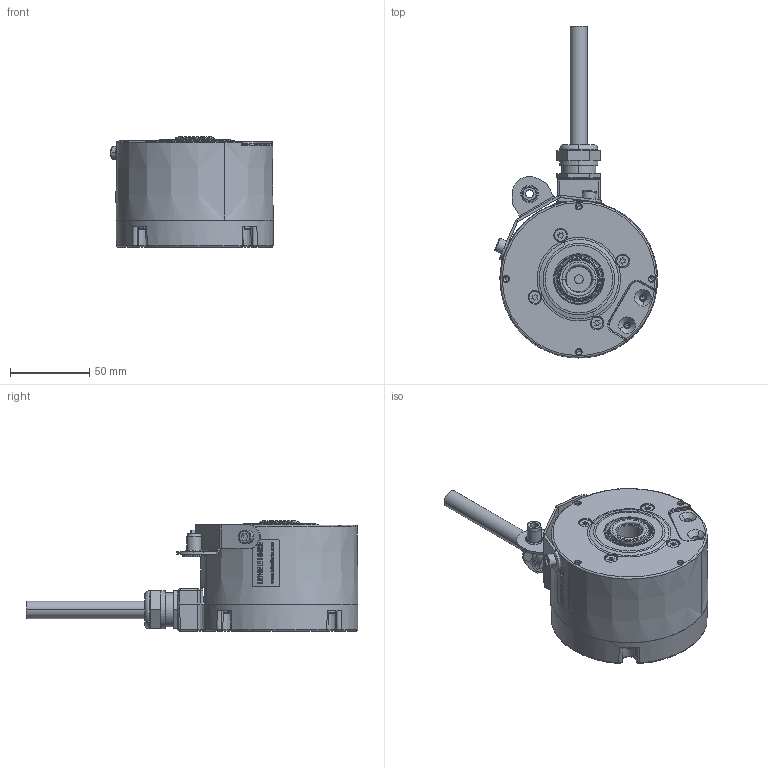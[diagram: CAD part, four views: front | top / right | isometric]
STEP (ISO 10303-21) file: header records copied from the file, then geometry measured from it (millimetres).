
FILE_DESCRIPTION((''),'2;1');
FILE_NAME('738980','2010-11-30T',('se2802'),(''),'PRO/ENGINEER BY PARAMETRIC TECHNOLOGY CORPORATION, 2010180','PRO/ENGINEER BY PARAMETRIC TECHNOLOGY CORPORATION, 2010180','');
FILE_SCHEMA(('CONFIG_CONTROL_DESIGN'));
Length unit declared in the file: millimetre
Products named in the file (1): 738980
Bounding box: 103.03 x 209.75 x 69.8 mm (x, y, z)
Volume: 303644.9 mm3; surface area: 129499.4 mm2
Topology: 20 solids, 33 shells, 2002 faces, 5028 edges, 3108 vertices
Faces by surface type: plane 624, cylinder 428, extrusion 324, cone 249, torus 171, bspline 112, sphere 94
Entity records: 94013 total; most frequent: CARTESIAN_POINT 48999, ORIENTED_EDGE 9796, DIRECTION 8365, EDGE_CURVE 4898, VERTEX_POINT 3108, AXIS2_PLACEMENT_3D 3098, EDGE_LOOP 2176, VECTOR 2169
